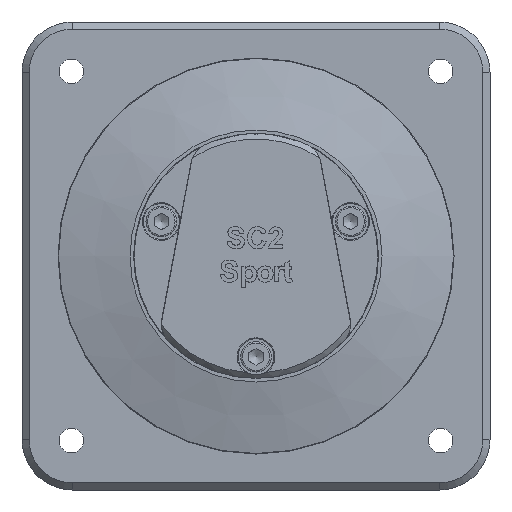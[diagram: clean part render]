
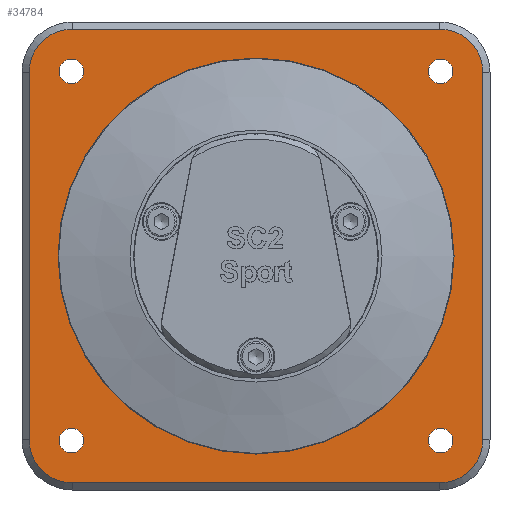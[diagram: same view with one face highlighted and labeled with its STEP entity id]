
A CAD part, front view. The second image highlights one B-rep face of the part: STEP entity #34784.
In plain terms, the highlighted planar face has unit normal (0, -1, 0).
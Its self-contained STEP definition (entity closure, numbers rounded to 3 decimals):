
#2863=FACE_BOUND('',#7351,.T.);
#2864=FACE_BOUND('',#7352,.T.);
#2865=FACE_BOUND('',#7353,.T.);
#2866=FACE_BOUND('',#7354,.T.);
#2867=FACE_BOUND('',#7355,.T.);
#3633=PLANE('',#36095);
#5351=FACE_OUTER_BOUND('',#7350,.T.);
#7350=EDGE_LOOP('',(#31163,#31164,#31165,#31166,#31167,#31168,#31169,#31170));
#7351=EDGE_LOOP('',(#31171));
#7352=EDGE_LOOP('',(#31172));
#7353=EDGE_LOOP('',(#31173));
#7354=EDGE_LOOP('',(#31174));
#7355=EDGE_LOOP('',(#31175));
#10347=LINE('',#62895,#13470);
#10351=LINE('',#62909,#13474);
#10354=LINE('',#62914,#13477);
#10357=LINE('',#62926,#13480);
#13470=VECTOR('',#40867,10.);
#13474=VECTOR('',#40885,10.);
#13477=VECTOR('',#40890,10.);
#13480=VECTOR('',#40907,10.);
#14024=CIRCLE('',#35959,55.);
#14082=CIRCLE('',#36069,3.39);
#14083=CIRCLE('',#36071,3.39);
#14084=CIRCLE('',#36073,3.39);
#14085=CIRCLE('',#36075,3.39);
#14086=CIRCLE('',#36078,12.);
#14088=CIRCLE('',#36081,12.);
#14090=CIRCLE('',#36086,12.);
#14092=CIRCLE('',#36089,12.);
#16926=VERTEX_POINT('',#62600);
#17015=VERTEX_POINT('',#62876);
#17016=VERTEX_POINT('',#62880);
#17017=VERTEX_POINT('',#62884);
#17018=VERTEX_POINT('',#62888);
#17019=VERTEX_POINT('',#62892);
#17020=VERTEX_POINT('',#62894);
#17021=VERTEX_POINT('',#62898);
#17022=VERTEX_POINT('',#62903);
#17023=VERTEX_POINT('',#62908);
#17024=VERTEX_POINT('',#62912);
#17025=VERTEX_POINT('',#62916);
#17026=VERTEX_POINT('',#62921);
#21686=EDGE_CURVE('',#16926,#16926,#14024,.T.);
#21821=EDGE_CURVE('',#17015,#17015,#14082,.F.);
#21823=EDGE_CURVE('',#17016,#17016,#14083,.F.);
#21825=EDGE_CURVE('',#17017,#17017,#14084,.F.);
#21827=EDGE_CURVE('',#17018,#17018,#14085,.F.);
#21829=EDGE_CURVE('',#17019,#17020,#10347,.T.);
#21831=EDGE_CURVE('',#17020,#17021,#14086,.T.);
#21835=EDGE_CURVE('',#17022,#17019,#14088,.T.);
#21837=EDGE_CURVE('',#17021,#17023,#10351,.T.);
#21840=EDGE_CURVE('',#17024,#17022,#10354,.T.);
#21841=EDGE_CURVE('',#17023,#17025,#14090,.T.);
#21845=EDGE_CURVE('',#17026,#17024,#14092,.T.);
#21847=EDGE_CURVE('',#17025,#17026,#10357,.T.);
#31163=ORIENTED_EDGE('',*,*,#21829,.F.);
#31164=ORIENTED_EDGE('',*,*,#21835,.F.);
#31165=ORIENTED_EDGE('',*,*,#21840,.F.);
#31166=ORIENTED_EDGE('',*,*,#21845,.F.);
#31167=ORIENTED_EDGE('',*,*,#21847,.F.);
#31168=ORIENTED_EDGE('',*,*,#21841,.F.);
#31169=ORIENTED_EDGE('',*,*,#21837,.F.);
#31170=ORIENTED_EDGE('',*,*,#21831,.F.);
#31171=ORIENTED_EDGE('',*,*,#21821,.T.);
#31172=ORIENTED_EDGE('',*,*,#21823,.T.);
#31173=ORIENTED_EDGE('',*,*,#21825,.T.);
#31174=ORIENTED_EDGE('',*,*,#21827,.T.);
#31175=ORIENTED_EDGE('',*,*,#21686,.T.);
#34784=ADVANCED_FACE('',(#5351,#2863,#2864,#2865,#2866,#2867),#3633,.F.);
#35959=AXIS2_PLACEMENT_3D('',#62602,#40550,#40551);
#36069=AXIS2_PLACEMENT_3D('',#62878,#40847,#40848);
#36071=AXIS2_PLACEMENT_3D('',#62882,#40852,#40853);
#36073=AXIS2_PLACEMENT_3D('',#62886,#40857,#40858);
#36075=AXIS2_PLACEMENT_3D('',#62890,#40862,#40863);
#36078=AXIS2_PLACEMENT_3D('',#62899,#40871,#40872);
#36081=AXIS2_PLACEMENT_3D('',#62905,#40879,#40880);
#36086=AXIS2_PLACEMENT_3D('',#62917,#40893,#40894);
#36089=AXIS2_PLACEMENT_3D('',#62923,#40901,#40902);
#36095=AXIS2_PLACEMENT_3D('',#62930,#40914,#40915);
#40550=DIRECTION('center_axis',(0.,1.,0.));
#40551=DIRECTION('ref_axis',(1.,0.,0.));
#40847=DIRECTION('center_axis',(0.,-1.,0.));
#40848=DIRECTION('ref_axis',(0.,0.,1.));
#40852=DIRECTION('center_axis',(0.,-1.,0.));
#40853=DIRECTION('ref_axis',(0.,0.,1.));
#40857=DIRECTION('center_axis',(0.,-1.,0.));
#40858=DIRECTION('ref_axis',(0.,0.,1.));
#40862=DIRECTION('center_axis',(0.,-1.,0.));
#40863=DIRECTION('ref_axis',(0.,0.,1.));
#40867=DIRECTION('',(1.,0.,0.));
#40871=DIRECTION('center_axis',(0.,1.,0.));
#40872=DIRECTION('ref_axis',(0.,0.,1.));
#40879=DIRECTION('center_axis',(0.,1.,0.));
#40880=DIRECTION('ref_axis',(-1.,0.,0.));
#40885=DIRECTION('',(0.,0.,-1.));
#40890=DIRECTION('',(0.,0.,1.));
#40893=DIRECTION('center_axis',(0.,1.,0.));
#40894=DIRECTION('ref_axis',(1.,0.,0.));
#40901=DIRECTION('center_axis',(0.,1.,0.));
#40902=DIRECTION('ref_axis',(0.,0.,-1.));
#40907=DIRECTION('',(-1.,0.,0.));
#40914=DIRECTION('center_axis',(0.,1.,0.));
#40915=DIRECTION('ref_axis',(1.,0.,0.));
#62600=CARTESIAN_POINT('',(-55.,-12.,0.));
#62602=CARTESIAN_POINT('Origin',(0.,-12.,0.));
#62876=CARTESIAN_POINT('',(51.265,-12.,47.875));
#62878=CARTESIAN_POINT('Origin',(51.265,-12.,51.265));
#62880=CARTESIAN_POINT('',(-51.265,-12.,-54.655));
#62882=CARTESIAN_POINT('Origin',(-51.265,-12.,-51.265));
#62884=CARTESIAN_POINT('',(51.265,-12.,-54.655));
#62886=CARTESIAN_POINT('Origin',(51.265,-12.,-51.265));
#62888=CARTESIAN_POINT('',(-51.265,-12.,47.875));
#62890=CARTESIAN_POINT('Origin',(-51.265,-12.,51.265));
#62892=CARTESIAN_POINT('',(-51.,-12.,63.));
#62894=CARTESIAN_POINT('',(51.,-12.,63.));
#62895=CARTESIAN_POINT('',(25.5,-12.,63.));
#62898=CARTESIAN_POINT('',(63.,-12.,51.));
#62899=CARTESIAN_POINT('Origin',(51.,-12.,51.));
#62903=CARTESIAN_POINT('',(-63.,-12.,51.));
#62905=CARTESIAN_POINT('Origin',(-51.,-12.,51.));
#62908=CARTESIAN_POINT('',(63.,-12.,-51.));
#62909=CARTESIAN_POINT('',(63.,-12.,-25.5));
#62912=CARTESIAN_POINT('',(-63.,-12.,-51.));
#62914=CARTESIAN_POINT('',(-63.,-12.,25.5));
#62916=CARTESIAN_POINT('',(51.,-12.,-63.));
#62917=CARTESIAN_POINT('Origin',(51.,-12.,-51.));
#62921=CARTESIAN_POINT('',(-51.,-12.,-63.));
#62923=CARTESIAN_POINT('Origin',(-51.,-12.,-51.));
#62926=CARTESIAN_POINT('',(-25.5,-12.,-63.));
#62930=CARTESIAN_POINT('Origin',(0.,-12.,0.));
